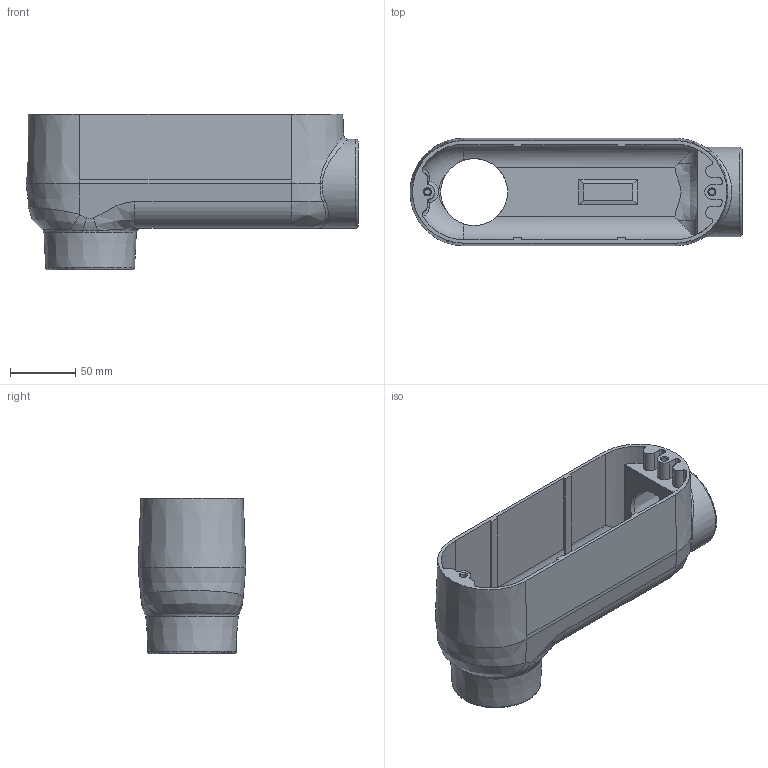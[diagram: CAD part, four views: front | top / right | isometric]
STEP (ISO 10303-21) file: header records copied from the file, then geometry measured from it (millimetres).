
FILE_DESCRIPTION(/* description */ (''),/* implementation_level */ '2;1');
FILE_NAME(/* name */ 'KIL_OLB-6.stp',/* time_stamp */ '2019-12-20T12:03:52+06:00',/* author */ ('kr'),/* organization */ (''),/* preprocessor_version */ 'ST-DEVELOPER v16.13',/* originating_system */ 'Autodesk Inventor 2018',/* authorisation */ '');
FILE_SCHEMA (('AUTOMOTIVE_DESIGN { 1 0 10303 214 3 1 1 }'));
Length unit declared in the file: inch
Products named in the file (1): 13061-1
Bounding box: 253.81 x 82.16 x 119.06 mm (x, y, z)
Volume: 320388.2 mm3; surface area: 138827.8 mm2
Topology: 1 solids, 1 shells, 369 faces, 981 edges, 641 vertices
Faces by surface type: plane 180, bspline 136, cylinder 33, cone 14, torus 6
Full cylindrical faces by diameter (mm): 51.156 x2, 68.271 x1
Entity records: 17080 total; most frequent: CARTESIAN_POINT 8846, ORIENTED_EDGE 1914, DIRECTION 1263, EDGE_CURVE 957, VERTEX_POINT 633, LINE 563, VECTOR 563, EDGE_LOOP 416
